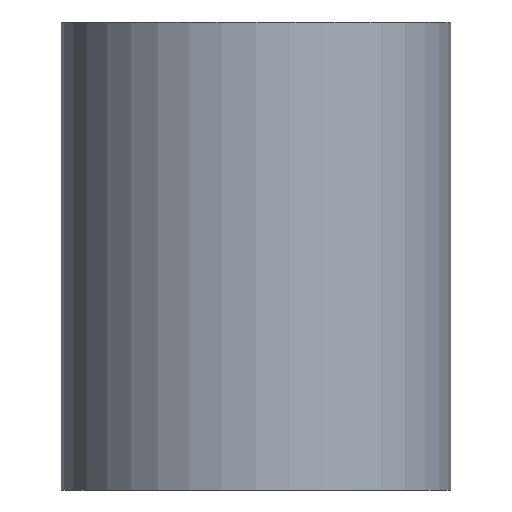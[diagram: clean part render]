
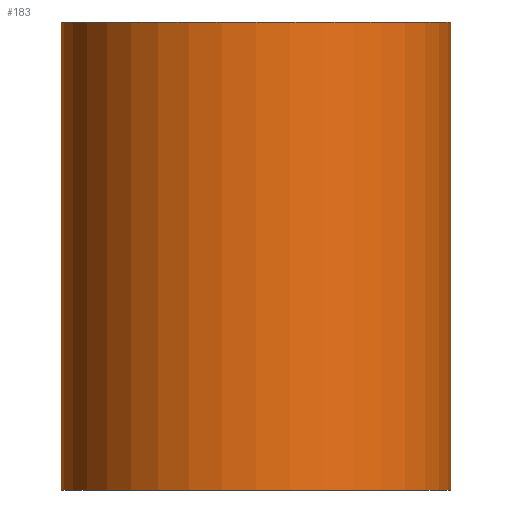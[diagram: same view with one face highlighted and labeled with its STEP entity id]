
A CAD part, front view. The second image highlights one B-rep face of the part: STEP entity #183.
In plain terms, the highlighted cylindrical face has radius 15.875 mm (diameter 31.75 mm), a partial arc.
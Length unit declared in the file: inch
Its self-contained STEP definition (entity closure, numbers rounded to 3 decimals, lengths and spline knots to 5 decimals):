
#10 = CARTESIAN_POINT ( 'NONE',  ( -0.625, 0., 0.75 ) ) ;
#20 = VERTEX_POINT ( 'NONE', #184 ) ;
#23 = EDGE_LOOP ( 'NONE', ( #229, #79, #141, #97 ) ) ;
#26 = EDGE_CURVE ( 'NONE', #34, #247, #43, .T. ) ;
#28 = FACE_OUTER_BOUND ( 'NONE', #23, .T. ) ;
#31 = VECTOR ( 'NONE', #129, 39.37008 ) ;
#34 = VERTEX_POINT ( 'NONE', #241 ) ;
#43 = LINE ( 'NONE', #219, #31 ) ;
#70 = EDGE_CURVE ( 'NONE', #20, #34, #215, .T. ) ;
#79 = ORIENTED_EDGE ( 'NONE', *, *, #70, .F. ) ;
#81 = EDGE_CURVE ( 'NONE', #20, #100, #206, .T. ) ;
#97 = ORIENTED_EDGE ( 'NONE', *, *, #213, .T. ) ;
#100 = VERTEX_POINT ( 'NONE', #111 ) ;
#107 = DIRECTION ( 'NONE',  ( 0., 0., 1. ) ) ;
#111 = CARTESIAN_POINT ( 'NONE',  ( -0.625, 0., -0.75 ) ) ;
#117 = AXIS2_PLACEMENT_3D ( 'NONE', #165, #107, #131 ) ;
#129 = DIRECTION ( 'NONE',  ( 0., 0., -1. ) ) ;
#130 = DIRECTION ( 'NONE',  ( 0., 0., -1. ) ) ;
#131 = DIRECTION ( 'NONE',  ( 1., 0., 0. ) ) ;
#135 = DIRECTION ( 'NONE',  ( 1., 0., 0. ) ) ;
#141 = ORIENTED_EDGE ( 'NONE', *, *, #81, .T. ) ;
#144 = CYLINDRICAL_SURFACE ( 'NONE', #204, 0.625 ) ;
#153 = CIRCLE ( 'NONE', #232, 0.625 ) ;
#165 = CARTESIAN_POINT ( 'NONE',  ( 0., 0., 0.75 ) ) ;
#169 = VECTOR ( 'NONE', #130, 39.37008 ) ;
#170 = DIRECTION ( 'NONE',  ( 0., 0., 1. ) ) ;
#180 = CARTESIAN_POINT ( 'NONE',  ( 0., 0., 0.75 ) ) ;
#183 = ADVANCED_FACE ( 'NONE', ( #28 ), #144, .T. ) ;
#184 = CARTESIAN_POINT ( 'NONE',  ( -0.625, 0., 0.75 ) ) ;
#190 = CARTESIAN_POINT ( 'NONE',  ( 0., 0., -0.75 ) ) ;
#204 = AXIS2_PLACEMENT_3D ( 'NONE', #180, #220, #237 ) ;
#206 = LINE ( 'NONE', #10, #169 ) ;
#213 = EDGE_CURVE ( 'NONE', #100, #247, #153, .T. ) ;
#215 = CIRCLE ( 'NONE', #117, 0.625 ) ;
#219 = CARTESIAN_POINT ( 'NONE',  ( 0.625, 0., 0.75 ) ) ;
#220 = DIRECTION ( 'NONE',  ( 0., 0., -1. ) ) ;
#226 = CARTESIAN_POINT ( 'NONE',  ( 0.625, 0., -0.75 ) ) ;
#229 = ORIENTED_EDGE ( 'NONE', *, *, #26, .F. ) ;
#232 = AXIS2_PLACEMENT_3D ( 'NONE', #190, #170, #135 ) ;
#237 = DIRECTION ( 'NONE',  ( -1., 0., 0. ) ) ;
#241 = CARTESIAN_POINT ( 'NONE',  ( 0.625, 0., 0.75 ) ) ;
#247 = VERTEX_POINT ( 'NONE', #226 ) ;
